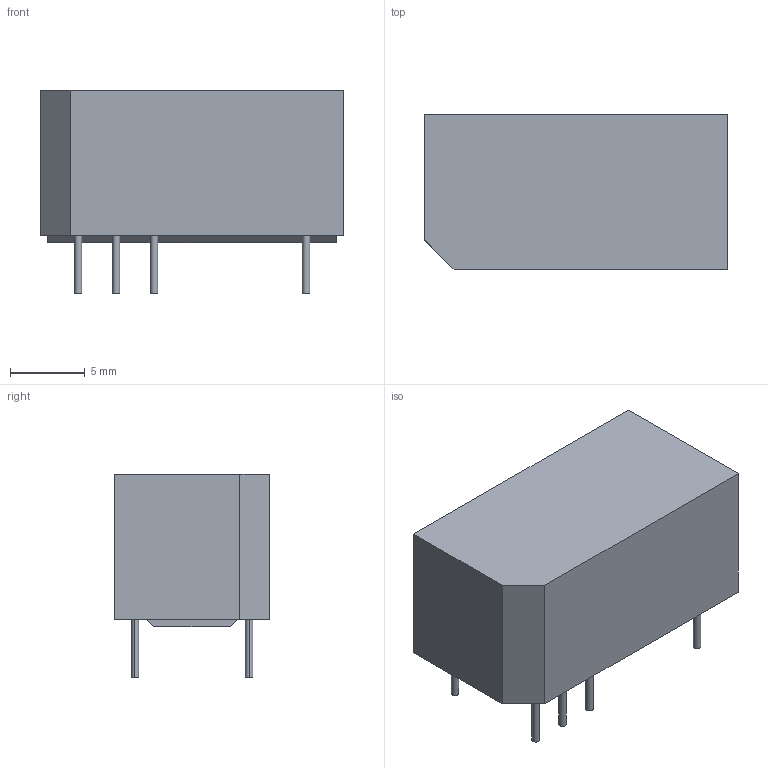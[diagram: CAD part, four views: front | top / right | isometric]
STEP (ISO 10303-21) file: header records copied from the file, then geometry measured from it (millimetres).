
FILE_DESCRIPTION((''),'2;1');
FILE_NAME('MEDER_DIL12-2C90-63L.stp','2015-02-11T08:54:06',(''),(''),'Mechanical Desktop 2011','Mechanical Desktop 2011',', , ');
FILE_SCHEMA(('AUTOMOTIVE_DESIGN { 1 2 10303 214 1 1 1 1 }'));
Length unit declared in the file: millimetre
Products named in the file (1): Product
Bounding box: 20.3 x 10.4 x 13.6 mm (x, y, z)
Volume: 2088.4 mm3; surface area: 1302.9 mm2
Topology: 10 solids, 10 shells, 45 faces, 75 edges, 50 vertices
Faces by surface type: plane 29, cylinder 16
Entity records: 1111 total; most frequent: DIRECTION 199, CARTESIAN_POINT 171, ORIENTED_EDGE 150, AXIS2_PLACEMENT_3D 78, EDGE_CURVE 75, VERTEX_POINT 50, EDGE_LOOP 45, FACE_OUTER_BOUND 45
